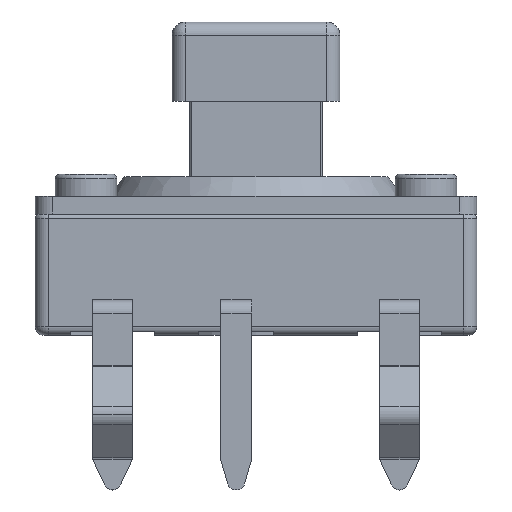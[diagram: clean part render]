
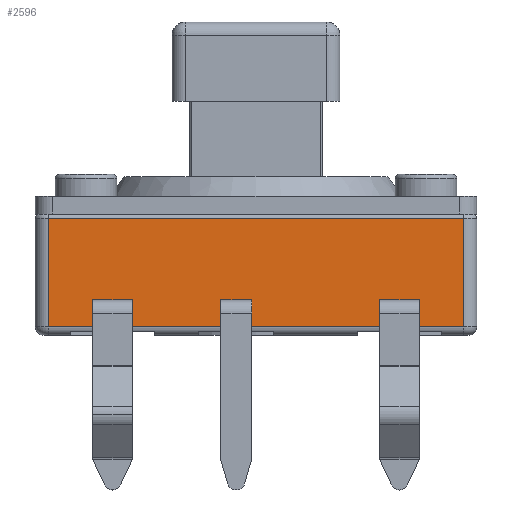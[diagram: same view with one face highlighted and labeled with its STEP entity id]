
A CAD part, left-side view. The second image highlights one B-rep face of the part: STEP entity #2596.
In plain terms, the highlighted face is planar.
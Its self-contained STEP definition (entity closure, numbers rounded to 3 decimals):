
#1 = CARTESIAN_POINT ( 'NONE',  ( 5., 0.2, -4.7 ) ) ;
#2 = LINE ( 'NONE', #1, #13 ) ;
#12 = DIRECTION ( 'NONE',  ( 0., 0., -1. ) ) ;
#13 = VECTOR ( 'NONE', #12, 1000. ) ;
#58 = CARTESIAN_POINT ( 'NONE',  ( 5., 0.805, 0.1 ) ) ;
#1209 = LINE ( 'NONE', #1279, #1278 ) ;
#1248 = DIRECTION ( 'NONE',  ( 0., 0., 1. ) ) ;
#1278 = VECTOR ( 'NONE', #1248, 1000. ) ;
#1279 = CARTESIAN_POINT ( 'NONE',  ( 5., 2.65, 0. ) ) ;
#1281 = CARTESIAN_POINT ( 'NONE',  ( 5., 2.65, 4.7 ) ) ;
#1378 = CARTESIAN_POINT ( 'NONE',  ( 5., 2.65, -4.7 ) ) ;
#1934 = VERTEX_POINT ( 'NONE', #1281 ) ;
#1949 = EDGE_CURVE ( 'NONE', #1996, #1934, #1209, .T. ) ;
#1996 = VERTEX_POINT ( 'NONE', #1378 ) ;
#2350 = EDGE_CURVE ( 'NONE', #1934, #2363, #4600, .T. ) ;
#2363 = VERTEX_POINT ( 'NONE', #4692 ) ;
#2420 = VERTEX_POINT ( 'NONE', #3413 ) ;
#2430 = EDGE_CURVE ( 'NONE', #1996, #2420, #3467, .T. ) ;
#2496 = EDGE_CURVE ( 'NONE', #2363, #2420, #2, .T. ) ;
#2509 = VERTEX_POINT ( 'NONE', #58 ) ;
#2534 = EDGE_LOOP ( 'NONE', ( #2598, #2597, #2601, #2537 ) ) ;
#2537 = ORIENTED_EDGE ( 'NONE', *, *, #2608, .F. ) ;
#2539 = VERTEX_POINT ( 'NONE', #10199 ) ;
#2540 = VERTEX_POINT ( 'NONE', #10210 ) ;
#2541 = EDGE_LOOP ( 'NONE', ( #2559, #2548, #2575, #2586 ) ) ;
#2546 = VERTEX_POINT ( 'NONE', #10209 ) ;
#2547 = EDGE_CURVE ( 'NONE', #2607, #2546, #10189, .T. ) ;
#2548 = ORIENTED_EDGE ( 'NONE', *, *, #1949, .T. ) ;
#2549 = ORIENTED_EDGE ( 'NONE', *, *, #2547, .F. ) ;
#2551 = VERTEX_POINT ( 'NONE', #10190 ) ;
#2559 = ORIENTED_EDGE ( 'NONE', *, *, #2430, .F. ) ;
#2568 = EDGE_CURVE ( 'NONE', #2546, #2583, #10261, .T. ) ;
#2569 = EDGE_CURVE ( 'NONE', #2540, #2539, #10240, .T. ) ;
#2570 = VERTEX_POINT ( 'NONE', #10257 ) ;
#2573 = VERTEX_POINT ( 'NONE', #10238 ) ;
#2574 = VERTEX_POINT ( 'NONE', #10241 ) ;
#2575 = ORIENTED_EDGE ( 'NONE', *, *, #2350, .T. ) ;
#2576 = ORIENTED_EDGE ( 'NONE', *, *, #2611, .F. ) ;
#2577 = VERTEX_POINT ( 'NONE', #9938 ) ;
#2582 = ORIENTED_EDGE ( 'NONE', *, *, #2600, .T. ) ;
#2583 = VERTEX_POINT ( 'NONE', #10224 ) ;
#2584 = EDGE_CURVE ( 'NONE', #2577, #2573, #10218, .T. ) ;
#2585 = ORIENTED_EDGE ( 'NONE', *, *, #2590, .T. ) ;
#2586 = ORIENTED_EDGE ( 'NONE', *, *, #2496, .T. ) ;
#2587 = EDGE_CURVE ( 'NONE', #2570, #2607, #9935, .T. ) ;
#2588 = ORIENTED_EDGE ( 'NONE', *, *, #2589, .F. ) ;
#2589 = EDGE_CURVE ( 'NONE', #2573, #2594, #10350, .T. ) ;
#2590 = EDGE_CURVE ( 'NONE', #2574, #2594, #10321, .T. ) ;
#2591 = ORIENTED_EDGE ( 'NONE', *, *, #2584, .F. ) ;
#2592 = ORIENTED_EDGE ( 'NONE', *, *, #2587, .F. ) ;
#2594 = VERTEX_POINT ( 'NONE', #10335 ) ;
#2595 = ORIENTED_EDGE ( 'NONE', *, *, #2568, .F. ) ;
#2596 = ADVANCED_FACE ( 'NONE', ( #10336, #10345, #10346, #10317 ), #10313, .F. ) ;
#2597 = ORIENTED_EDGE ( 'NONE', *, *, #2612, .F. ) ;
#2598 = ORIENTED_EDGE ( 'NONE', *, *, #2613, .F. ) ;
#2599 = EDGE_LOOP ( 'NONE', ( #2592, #2582, #2595, #2549 ) ) ;
#2600 = EDGE_CURVE ( 'NONE', #2570, #2583, #10339, .T. ) ;
#2601 = ORIENTED_EDGE ( 'NONE', *, *, #2569, .T. ) ;
#2607 = VERTEX_POINT ( 'NONE', #10471 ) ;
#2608 = EDGE_CURVE ( 'NONE', #2551, #2539, #10492, .T. ) ;
#2610 = EDGE_LOOP ( 'NONE', ( #2591, #2576, #2585, #2588 ) ) ;
#2611 = EDGE_CURVE ( 'NONE', #2574, #2577, #10442, .T. ) ;
#2612 = EDGE_CURVE ( 'NONE', #2540, #2509, #10479, .T. ) ;
#2613 = EDGE_CURVE ( 'NONE', #2509, #2551, #10435, .T. ) ;
#3413 = CARTESIAN_POINT ( 'NONE',  ( 5., 0.2, -4.7 ) ) ;
#3464 = DIRECTION ( 'NONE',  ( 0., -1., 0. ) ) ;
#3465 = VECTOR ( 'NONE', #3464, 1000. ) ;
#3466 = CARTESIAN_POINT ( 'NONE',  ( 5., 2.75, -4.7 ) ) ;
#3467 = LINE ( 'NONE', #3466, #3465 ) ;
#4583 = CARTESIAN_POINT ( 'NONE',  ( 5., 2.75, 4.7 ) ) ;
#4586 = DIRECTION ( 'NONE',  ( 0., -1., 0. ) ) ;
#4588 = VECTOR ( 'NONE', #4586, 1000. ) ;
#4600 = LINE ( 'NONE', #4583, #4588 ) ;
#4692 = CARTESIAN_POINT ( 'NONE',  ( 5., 0.2, 4.7 ) ) ;
#9935 = LINE ( 'NONE', #9937, #9939 ) ;
#9936 = DIRECTION ( 'NONE',  ( 0., -1., 0. ) ) ;
#9937 = CARTESIAN_POINT ( 'NONE',  ( 5., 0.805, -2.8 ) ) ;
#9938 = CARTESIAN_POINT ( 'NONE',  ( 5., 0.805, 2.8 ) ) ;
#9939 = VECTOR ( 'NONE', #9936, 1000. ) ;
#9942 = DIRECTION ( 'NONE',  ( 0., 0., -1. ) ) ;
#9943 = VECTOR ( 'NONE', #9942, 1000. ) ;
#10189 = LINE ( 'NONE', #10206, #10191 ) ;
#10190 = CARTESIAN_POINT ( 'NONE',  ( 5., 0.805, 0.8 ) ) ;
#10191 = VECTOR ( 'NONE', #10202, 1000. ) ;
#10199 = CARTESIAN_POINT ( 'NONE',  ( 5., 0.51, 0.8 ) ) ;
#10202 = DIRECTION ( 'NONE',  ( 0., 0., -1. ) ) ;
#10206 = CARTESIAN_POINT ( 'NONE',  ( 5., 0.51, 0. ) ) ;
#10209 = CARTESIAN_POINT ( 'NONE',  ( 5., 0.51, -3.7 ) ) ;
#10210 = CARTESIAN_POINT ( 'NONE',  ( 5., 0.51, 0.1 ) ) ;
#10218 = LINE ( 'NONE', #10222, #10228 ) ;
#10222 = CARTESIAN_POINT ( 'NONE',  ( 5., 0.805, 1.65 ) ) ;
#10224 = CARTESIAN_POINT ( 'NONE',  ( 5., 0.805, -3.7 ) ) ;
#10225 = DIRECTION ( 'NONE',  ( 0., 0., 1. ) ) ;
#10228 = VECTOR ( 'NONE', #10225, 1000. ) ;
#10238 = CARTESIAN_POINT ( 'NONE',  ( 5., 0.805, 3.7 ) ) ;
#10239 = CARTESIAN_POINT ( 'NONE',  ( 5., 0.51, 0. ) ) ;
#10240 = LINE ( 'NONE', #10239, #10267 ) ;
#10241 = CARTESIAN_POINT ( 'NONE',  ( 5., 0.51, 2.8 ) ) ;
#10242 = DIRECTION ( 'NONE',  ( 0., 1., 0. ) ) ;
#10257 = CARTESIAN_POINT ( 'NONE',  ( 5., 0.805, -2.8 ) ) ;
#10259 = VECTOR ( 'NONE', #10242, 1000. ) ;
#10260 = CARTESIAN_POINT ( 'NONE',  ( 5., 0.805, -3.7 ) ) ;
#10261 = LINE ( 'NONE', #10260, #10259 ) ;
#10266 = DIRECTION ( 'NONE',  ( 0., 0., 1. ) ) ;
#10267 = VECTOR ( 'NONE', #10266, 1000. ) ;
#10312 = DIRECTION ( 'NONE',  ( -1., 0., 0. ) ) ;
#10313 = PLANE ( 'NONE',  #10343 ) ;
#10317 = FACE_BOUND ( 'NONE', #2610, .T. ) ;
#10321 = LINE ( 'NONE', #10328, #10344 ) ;
#10325 = DIRECTION ( 'NONE',  ( 0., 0., 1. ) ) ;
#10327 = DIRECTION ( 'NONE',  ( 0., 0., 1. ) ) ;
#10328 = CARTESIAN_POINT ( 'NONE',  ( 5., 0.51, 1.65 ) ) ;
#10333 = VECTOR ( 'NONE', #10348, 1000. ) ;
#10335 = CARTESIAN_POINT ( 'NONE',  ( 5., 0.51, 3.7 ) ) ;
#10336 = FACE_BOUND ( 'NONE', #2534, .T. ) ;
#10338 = CARTESIAN_POINT ( 'NONE',  ( 5., 0.805, 0. ) ) ;
#10339 = LINE ( 'NONE', #10338, #9943 ) ;
#10341 = CARTESIAN_POINT ( 'NONE',  ( 5., 2.75, 0. ) ) ;
#10343 = AXIS2_PLACEMENT_3D ( 'NONE', #10341, #10312, #10327 ) ;
#10344 = VECTOR ( 'NONE', #10325, 1000. ) ;
#10345 = FACE_BOUND ( 'NONE', #2599, .T. ) ;
#10346 = FACE_OUTER_BOUND ( 'NONE', #2541, .T. ) ;
#10347 = CARTESIAN_POINT ( 'NONE',  ( 5., 0.805, 3.7 ) ) ;
#10348 = DIRECTION ( 'NONE',  ( 0., -1., 0. ) ) ;
#10350 = LINE ( 'NONE', #10347, #10333 ) ;
#10425 = DIRECTION ( 'NONE',  ( 0., 1., 0. ) ) ;
#10430 = VECTOR ( 'NONE', #10450, 1000. ) ;
#10433 = CARTESIAN_POINT ( 'NONE',  ( 5., 0.805, 0. ) ) ;
#10434 = CARTESIAN_POINT ( 'NONE',  ( 5., 0.805, 0.8 ) ) ;
#10435 = LINE ( 'NONE', #10433, #10440 ) ;
#10440 = VECTOR ( 'NONE', #10459, 1000. ) ;
#10442 = LINE ( 'NONE', #10500, #10489 ) ;
#10444 = DIRECTION ( 'NONE',  ( 0., -1., 0. ) ) ;
#10450 = DIRECTION ( 'NONE',  ( 0., 1., 0. ) ) ;
#10453 = CARTESIAN_POINT ( 'NONE',  ( 5., 0.805, 0.1 ) ) ;
#10459 = DIRECTION ( 'NONE',  ( 0., 0., 1. ) ) ;
#10471 = CARTESIAN_POINT ( 'NONE',  ( 5., 0.51, -2.8 ) ) ;
#10479 = LINE ( 'NONE', #10453, #10430 ) ;
#10484 = VECTOR ( 'NONE', #10444, 1000. ) ;
#10489 = VECTOR ( 'NONE', #10425, 1000. ) ;
#10492 = LINE ( 'NONE', #10434, #10484 ) ;
#10500 = CARTESIAN_POINT ( 'NONE',  ( 5., 0.805, 2.8 ) ) ;
